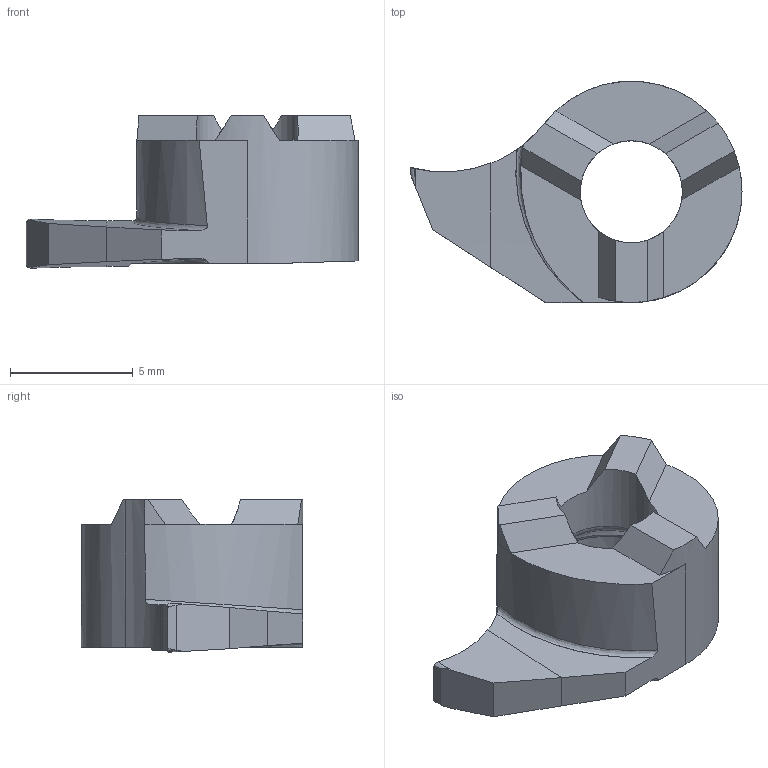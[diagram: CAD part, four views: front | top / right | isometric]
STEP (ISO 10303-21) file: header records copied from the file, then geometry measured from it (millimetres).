
FILE_DESCRIPTION(/* description */ (''),/* implementation_level */ '2;1');
FILE_NAME(/* name */ '1638004710419.stp',/* time_stamp */ '2021-11-27T14:48:48+05:00',/* author */ (''),/* organization */ ('SMS'),/* preprocessor_version */ 'ST-DEVELOPER v16.7',/* originating_system */ 'SIEMENS PLM Software NX 12.0',/* authorisation */ '');
FILE_SCHEMA (('AUTOMOTIVE_DESIGN { 1 0 10303 214 3 1 1 1 }'));
Length unit declared in the file: millimetre
Products named in the file (1): 203816408mod000_00
Bounding box: 13.5 x 9 x 6.2 mm (x, y, z)
Volume: 256.8 mm3; surface area: 398.3 mm2
Topology: 2 solids, 2 shells, 50 faces, 136 edges, 91 vertices
Faces by surface type: plane 22, bspline 13, cylinder 7, torus 4, cone 4
Entity records: 2032 total; most frequent: CARTESIAN_POINT 855, ORIENTED_EDGE 270, DIRECTION 194, EDGE_CURVE 135, VERTEX_POINT 87, AXIS2_PLACEMENT_3D 79, ADVANCED_FACE 50, FACE_OUTER_BOUND 50
